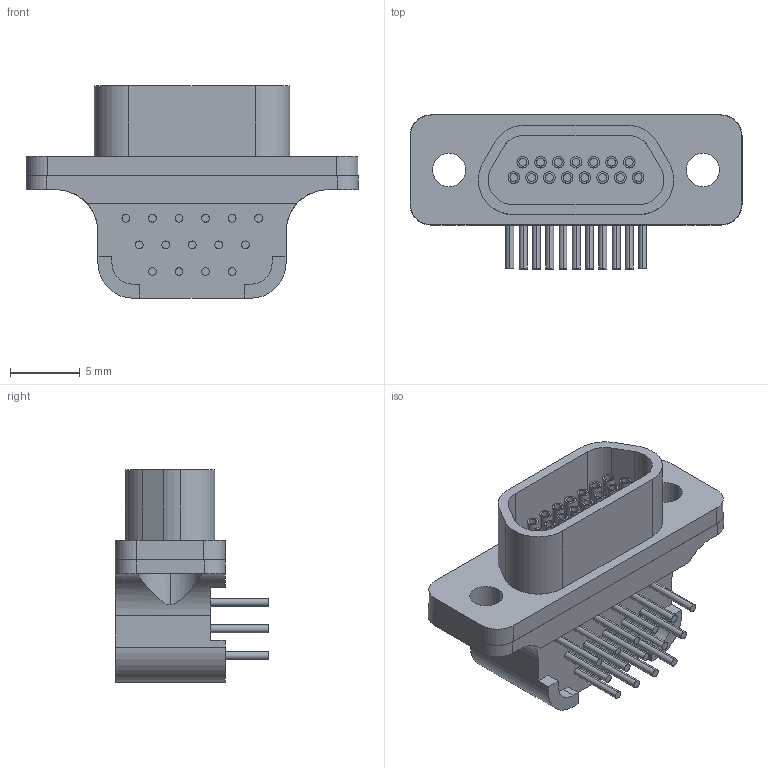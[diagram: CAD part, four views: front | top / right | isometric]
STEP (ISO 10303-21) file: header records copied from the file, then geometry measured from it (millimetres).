
FILE_DESCRIPTION(('STEP AP242'),'1');
FILE_NAME('gmr7590c-15s1bb.stp','2019-11-26T07:56:06',('TraceParts'),('TraceParts S.A.'),'Spatial InterOp 3D',' ',' ');
FILE_SCHEMA(('AP242_MANAGED_MODEL_BASED_3D_ENGINEERING_MIM_LF {1 0 10303 442 1 1 4}'));
Length unit declared in the file: millimetre
Products named in the file (1): gmr7590c-15s1bb
Bounding box: 23.75 x 11.01 x 15.19 mm (x, y, z)
Volume: 1318.8 mm3; surface area: 1635.2 mm2
Topology: 1 solids, 8 shells, 442 faces, 1089 edges, 726 vertices
Faces by surface type: plane 232, cylinder 124, bspline 86
Entity records: 24876 total; most frequent: CARTESIAN_POINT 11162, ORIENTED_EDGE 2178, DIRECTION 1873, EDGE_CURVE 1089, VERTEX_POINT 726, LINE 667, VECTOR 667, AXIS2_PLACEMENT_3D 603
